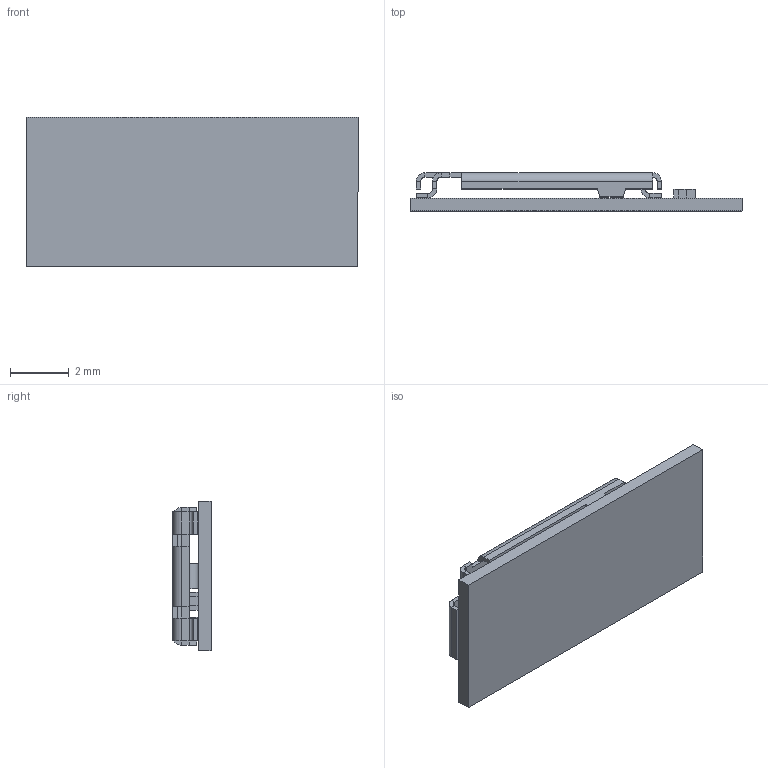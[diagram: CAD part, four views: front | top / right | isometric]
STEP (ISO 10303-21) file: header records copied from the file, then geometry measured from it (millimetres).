
FILE_DESCRIPTION (( 'STEP AP214' ), '1' );
FILE_NAME ('3_BLE小型BLE_MODULE.STEP', '2020-03-30T06:13:32', ( '' ), ( '' ), 'SwSTEP 2.0', 'SolidWorks 2015', '' );
FILE_SCHEMA (( 'AUTOMOTIVE_DESIGN' ));
Length unit declared in the file: millimetre
Products named in the file (4): 3_BLE彫宆BLE_MODULE_僔乕儖僪Case; L; 3_BLE小型BLE_MODULE基板（なし）; 3_BLE小型BLE_MODULE
Assembly tree (5 placements, depth 2):
  3_BLE小型BLE_MODULE
    3_BLE小型BLE_MODULE基板（なし）  x2
    L  x2
    3_BLE彫宆BLE_MODULE_僔乕儖僪Case
Bounding box: 11.3 x 1.3 x 5.1 mm (x, y, z)
Volume: 57.4 mm3; surface area: 355.7 mm2
Topology: 9 solids, 9 shells, 172 faces, 374 edges, 220 vertices
Faces by surface type: plane 150, cylinder 22
Entity records: 4164 total; most frequent: DIRECTION 682, CARTESIAN_POINT 670, ORIENTED_EDGE 652, EDGE_CURVE 326, LINE 282, VECTOR 282, AXIS2_PLACEMENT_3D 200, VERTEX_POINT 188
